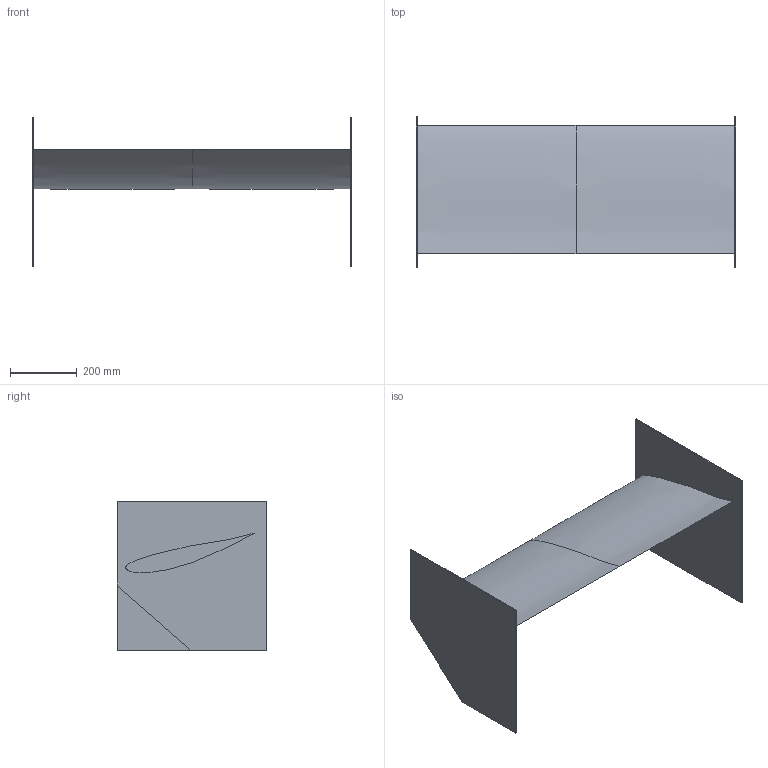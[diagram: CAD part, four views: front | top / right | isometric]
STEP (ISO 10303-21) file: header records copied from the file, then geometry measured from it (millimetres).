
FILE_DESCRIPTION(('CATIA V5 STEP Exchange'),'2;1');
FILE_NAME('15.stp','2018-11-20T14:23:39+00:00',('none'),('none'),'CATIA Version 5 Release 17 (IN-10)','CATIA V5 STEP AP203','none');
FILE_SCHEMA(('CONFIG_CONTROL_DESIGN'));
Length unit declared in the file: millimetre
Products named in the file (1): Part1
Bounding box: 960 x 450 x 450 mm (x, y, z)
Volume: 15058664.8 mm3; surface area: 1529936.3 mm2
Topology: 1 solids, 1 shells, 17 faces, 37 edges, 24 vertices
Faces by surface type: plane 13, bspline 4
Entity records: 3965 total; most frequent: CARTESIAN_POINT 3595, ORIENTED_EDGE 74, DIRECTION 45, EDGE_CURVE 37, VECTOR 27, LINE 27, VERTEX_POINT 24, EDGE_LOOP 19
